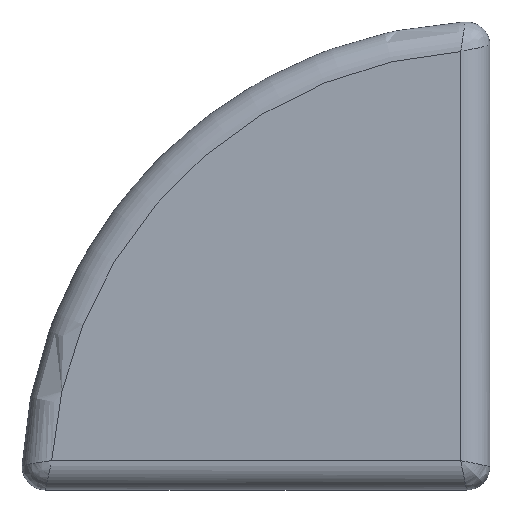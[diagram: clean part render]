
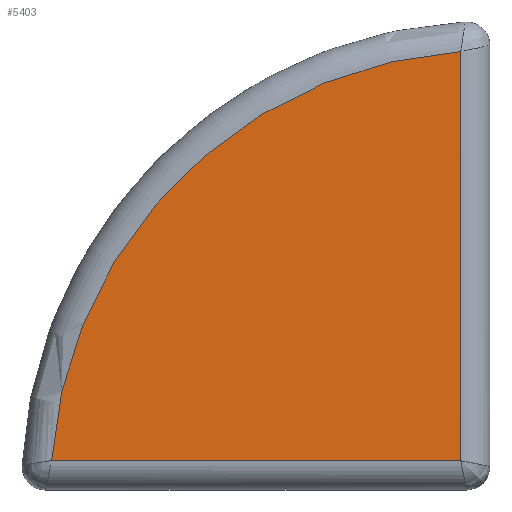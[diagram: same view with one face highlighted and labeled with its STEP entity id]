
A CAD part, top view. The second image highlights one B-rep face of the part: STEP entity #5403.
In plain terms, the highlighted planar face has unit normal (0, 0, 1).
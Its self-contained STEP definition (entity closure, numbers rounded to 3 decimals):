
#266 = CARTESIAN_POINT ( 'NONE',  ( 20., -20., 4. ) ) ;
#804 = LINE ( 'NONE', #3356, #1068 ) ;
#926 = ORIENTED_EDGE ( 'NONE', *, *, #3843, .T. ) ;
#963 = CARTESIAN_POINT ( 'NONE',  ( 17.5, 17.417, 4. ) ) ;
#968 = VERTEX_POINT ( 'NONE', #3485 ) ;
#1068 = VECTOR ( 'NONE', #1593, 1000. ) ;
#1185 = LINE ( 'NONE', #3705, #7038 ) ;
#1235 = EDGE_CURVE ( 'NONE', #2685, #3095, #1185, .T. ) ;
#1593 = DIRECTION ( 'NONE',  ( 1., 0., 0. ) ) ;
#1684 = ORIENTED_EDGE ( 'NONE', *, *, #1235, .T. ) ;
#2022 = PLANE ( 'NONE',  #3510 ) ;
#2083 = DIRECTION ( 'NONE',  ( -1., 0., 0. ) ) ;
#2164 = AXIS2_PLACEMENT_3D ( 'NONE', #6024, #6600, #2083 ) ;
#2575 = DIRECTION ( 'NONE',  ( -1., 0., 0. ) ) ;
#2685 = VERTEX_POINT ( 'NONE', #2874 ) ;
#2874 = CARTESIAN_POINT ( 'NONE',  ( 17.5, -17.5, 4. ) ) ;
#3095 = VERTEX_POINT ( 'NONE', #963 ) ;
#3189 = DIRECTION ( 'NONE',  ( 0., 1., 0. ) ) ;
#3356 = CARTESIAN_POINT ( 'NONE',  ( 20., -17.5, 4. ) ) ;
#3485 = CARTESIAN_POINT ( 'NONE',  ( -17.417, -17.5, 4. ) ) ;
#3510 = AXIS2_PLACEMENT_3D ( 'NONE', #266, #5998, #2575 ) ;
#3705 = CARTESIAN_POINT ( 'NONE',  ( 17.5, -20., 4. ) ) ;
#3843 = EDGE_CURVE ( 'NONE', #968, #2685, #804, .T. ) ;
#5386 = ORIENTED_EDGE ( 'NONE', *, *, #6369, .T. ) ;
#5403 = ADVANCED_FACE ( 'NONE', ( #6000 ), #2022, .F. ) ;
#5998 = DIRECTION ( 'NONE',  ( 0., 0., -1. ) ) ;
#6000 = FACE_OUTER_BOUND ( 'NONE', #7253, .T. ) ;
#6024 = CARTESIAN_POINT ( 'NONE',  ( 20., -20., 4. ) ) ;
#6369 = EDGE_CURVE ( 'NONE', #3095, #968, #6705, .T. ) ;
#6600 = DIRECTION ( 'NONE',  ( 0., 0., 1. ) ) ;
#6705 = CIRCLE ( 'NONE', #2164, 37.5 ) ;
#7038 = VECTOR ( 'NONE', #3189, 1000. ) ;
#7253 = EDGE_LOOP ( 'NONE', ( #5386, #926, #1684 ) ) ;
